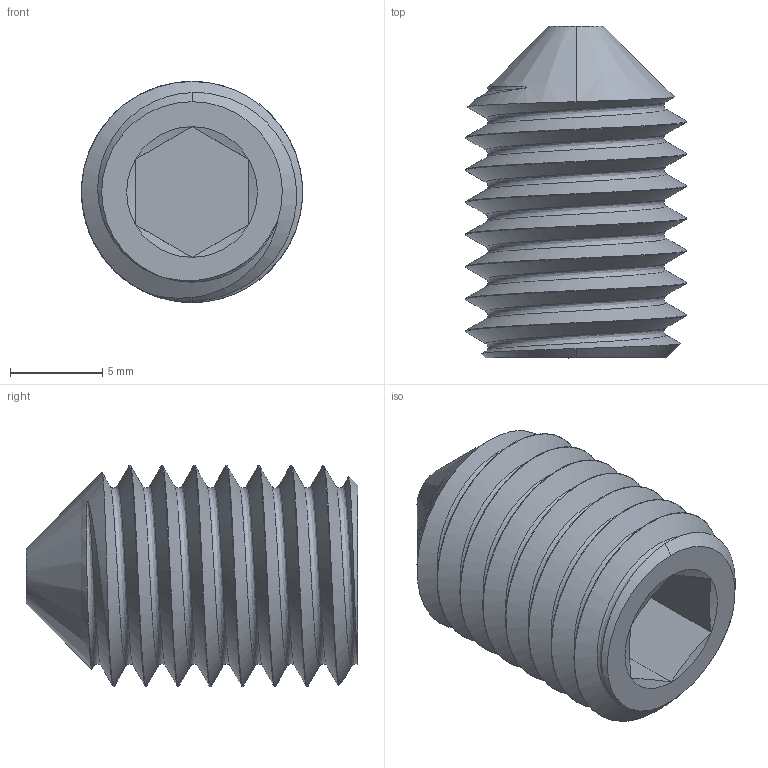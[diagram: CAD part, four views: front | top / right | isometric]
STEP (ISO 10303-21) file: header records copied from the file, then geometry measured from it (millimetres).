
FILE_DESCRIPTION (( 'STEP AP214' ), '1' );
FILE_NAME ('M12.STEP', '2019-03-27T17:42:13', ( '' ), ( '' ), 'SwSTEP 2.0', 'SolidWorks 2018', '' );
FILE_SCHEMA (( 'AUTOMOTIVE_DESIGN' ));
Length unit declared in the file: millimetre
Products named in the file (1): M12
Bounding box: 11.98 x 18 x 12 mm (x, y, z)
Volume: 1222.8 mm3; surface area: 1150 mm2
Topology: 1 solids, 1 shells, 38 faces, 93 edges, 58 vertices
Faces by surface type: cylinder 15, cone 11, plane 9, bspline 3
Entity records: 4343 total; most frequent: CARTESIAN_POINT 3552, ORIENTED_EDGE 186, DIRECTION 126, EDGE_CURVE 93, VERTEX_POINT 58, AXIS2_PLACEMENT_3D 48, EDGE_LOOP 39, FACE_OUTER_BOUND 38
